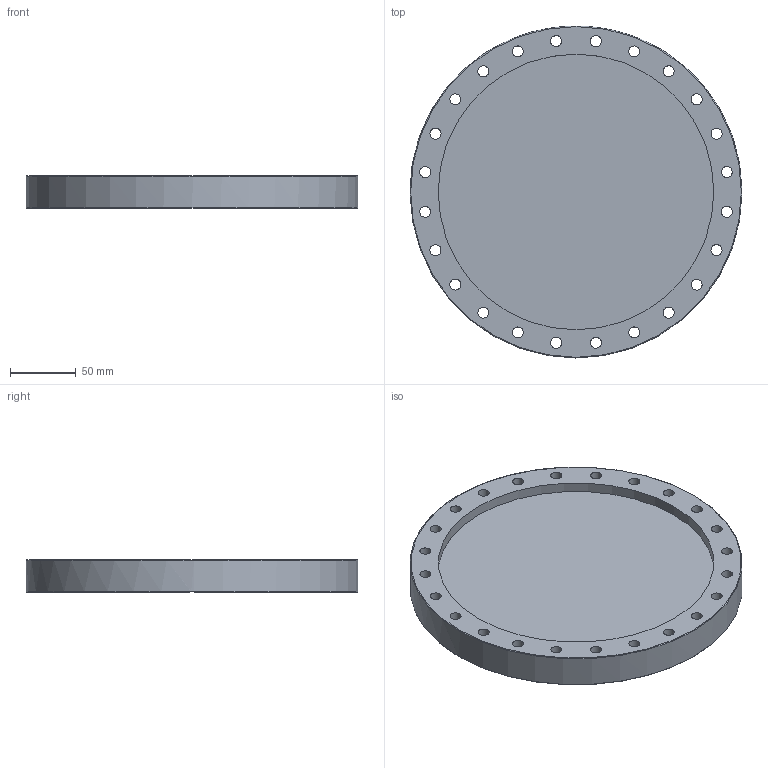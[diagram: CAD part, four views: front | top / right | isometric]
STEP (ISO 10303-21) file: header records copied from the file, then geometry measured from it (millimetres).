
FILE_DESCRIPTION((''),'2;1');
FILE_NAME('F200R-316LNS.stp','2009-03-13T08:25:55',('hasers'),(''),'Autodesk Inventor 2008','Autodesk Inventor 2008','');
FILE_SCHEMA(('AUTOMOTIVE_DESIGN { 1 0 10303 214 1 1 1 1 }'));
Length unit declared in the file: millimetre
Products named in the file (3): F200R-316LNS; CF-R [Subject [Summary]=-316LNS][Title [Summary]=F200RO]; CF-R [Subject [Summary]=-316LNS][Title [Summary]=F200RI]
Assembly tree (2 placements, depth 2):
  F200R-316LNS
    CF-R [Subject [Summary]=-316LNS][Title [Summary]=F200RO]
    CF-R [Subject [Summary]=-316LNS][Title [Summary]=F200RI]
Bounding box: 253 x 253 x 25 mm (x, y, z)
Volume: 901315.1 mm3; surface area: 169854.8 mm2
Topology: 2 solids, 2 shells, 47 faces, 147 edges, 104 vertices
Faces by surface type: bspline 28, torus 6, cylinder 5, plane 5, cone 3
Full cylindrical faces by diameter (mm): 222.1 x1, 223 x1, 253 x1
Entity records: 1885 total; most frequent: CARTESIAN_POINT 790, DIRECTION 190, ORIENTED_EDGE 162, EDGE_LOOP 134, AXIS2_PLACEMENT_3D 93, FACE_BOUND 87, EDGE_CURVE 81, VERTEX_POINT 75
